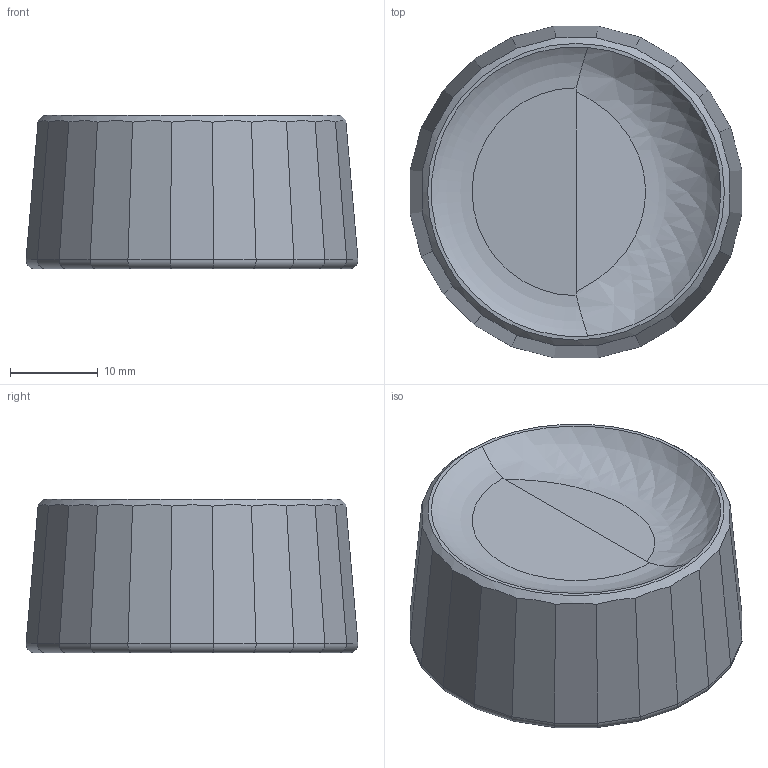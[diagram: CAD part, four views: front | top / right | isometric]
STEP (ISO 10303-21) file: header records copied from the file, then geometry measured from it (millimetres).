
FILE_DESCRIPTION(/* description */ ('Unknown'),/* implementation_level */ '2;1');
FILE_NAME(/* name */ 'alu_potmeter_007_05_insert',/* time_stamp */ '2023-11-20T22:23:42+01:00',/* author */ ('Unknown'),/* organization */ ('Unknown'),/* preprocessor_version */ 'ST-DEVELOPER v16.7',/* originating_system */ 'Solid Edge',/* authorisation */ 'Unknown');
FILE_SCHEMA (('AUTOMOTIVE_DESIGN {1 0 10303 214 3 1 1}'));
Length unit declared in the file: millimetre
Products named in the file (1): alu_potmeter_007_05
Bounding box: 37.81 x 37.81 x 17.5 mm (x, y, z)
Volume: 14175 mm3; surface area: 4704.5 mm2
Topology: 1 solids, 1 shells, 68 faces, 160 edges, 98 vertices
Faces by surface type: plane 35, cylinder 26, cone 5, bspline 1, torus 1
Full cylindrical faces by diameter (mm): 20 x1
Entity records: 2002 total; most frequent: CARTESIAN_POINT 490, ORIENTED_EDGE 310, DIRECTION 291, EDGE_CURVE 155, AXIS2_PLACEMENT_3D 105, VERTEX_POINT 96, LINE 81, VECTOR 81
